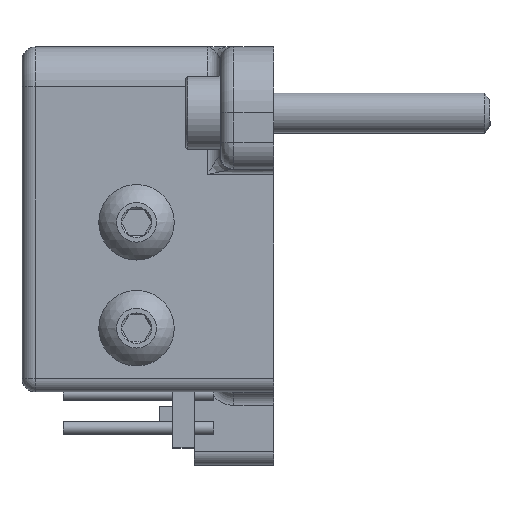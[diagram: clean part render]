
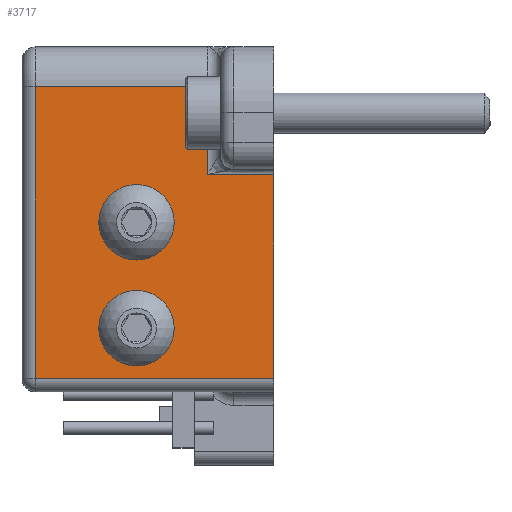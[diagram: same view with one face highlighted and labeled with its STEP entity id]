
A CAD part, top view. The second image highlights one B-rep face of the part: STEP entity #3717.
In plain terms, the highlighted planar face has unit normal (0, 0, 1).
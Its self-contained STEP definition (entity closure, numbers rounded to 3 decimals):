
#166=FACE_BOUND('',#1390,.T.);
#167=FACE_BOUND('',#1391,.T.);
#464=LINE('',#6293,#745);
#502=LINE('',#6618,#783);
#504=LINE('',#6624,#785);
#505=LINE('',#6634,#786);
#509=LINE('',#6651,#790);
#510=LINE('',#6654,#791);
#745=VECTOR('',#5106,10.);
#783=VECTOR('',#5312,10.);
#785=VECTOR('',#5318,10.);
#786=VECTOR('',#5331,10.);
#790=VECTOR('',#5357,10.);
#791=VECTOR('',#5362,10.);
#1100=FACE_OUTER_BOUND('',#1389,.T.);
#1389=EDGE_LOOP('',(#3315,#3316,#3317,#3318,#3319,#3320));
#1390=EDGE_LOOP('',(#3321));
#1391=EDGE_LOOP('',(#3322));
#1519=CIRCLE('',#4131,2.125);
#1521=CIRCLE('',#4134,2.125);
#1808=VERTEX_POINT('',#6290);
#1809=VERTEX_POINT('',#6292);
#1816=VERTEX_POINT('',#6316);
#1818=VERTEX_POINT('',#6322);
#1851=VERTEX_POINT('',#6503);
#1863=VERTEX_POINT('',#6622);
#1865=VERTEX_POINT('',#6631);
#1866=VERTEX_POINT('',#6633);
#2245=EDGE_CURVE('',#1808,#1809,#464,.T.);
#2258=EDGE_CURVE('',#1816,#1816,#1519,.T.);
#2261=EDGE_CURVE('',#1818,#1818,#1521,.T.);
#2336=EDGE_CURVE('',#1851,#1808,#502,.T.);
#2339=EDGE_CURVE('',#1863,#1851,#504,.T.);
#2343=EDGE_CURVE('',#1865,#1866,#505,.T.);
#2353=EDGE_CURVE('',#1809,#1865,#509,.T.);
#2354=EDGE_CURVE('',#1866,#1863,#510,.T.);
#3315=ORIENTED_EDGE('',*,*,#2339,.F.);
#3316=ORIENTED_EDGE('',*,*,#2354,.F.);
#3317=ORIENTED_EDGE('',*,*,#2343,.F.);
#3318=ORIENTED_EDGE('',*,*,#2353,.F.);
#3319=ORIENTED_EDGE('',*,*,#2245,.F.);
#3320=ORIENTED_EDGE('',*,*,#2336,.F.);
#3321=ORIENTED_EDGE('',*,*,#2258,.T.);
#3322=ORIENTED_EDGE('',*,*,#2261,.T.);
#3473=PLANE('',#4225);
#3717=ADVANCED_FACE('',(#1100,#166,#167),#3473,.T.);
#4131=AXIS2_PLACEMENT_3D('',#6318,#5135,#5136);
#4134=AXIS2_PLACEMENT_3D('',#6324,#5142,#5143);
#4225=AXIS2_PLACEMENT_3D('',#6655,#5363,#5364);
#5106=DIRECTION('',(0.,-1.,0.));
#5135=DIRECTION('center_axis',(0.,0.,
-1.));
#5136=DIRECTION('ref_axis',(1.,0.,0.));
#5142=DIRECTION('center_axis',(0.,0.,
-1.));
#5143=DIRECTION('ref_axis',(1.,0.,0.));
#5312=DIRECTION('',(1.,0.,0.));
#5318=DIRECTION('',(0.,-1.,0.));
#5331=DIRECTION('',(0.,1.,0.));
#5357=DIRECTION('',(-1.,0.,0.));
#5362=DIRECTION('',(1.,0.,0.));
#5363=DIRECTION('center_axis',(0.,0.,
1.));
#5364=DIRECTION('ref_axis',(0.,-1.,0.));
#6290=CARTESIAN_POINT('',(-72.729,139.39,67.362));
#6292=CARTESIAN_POINT('',(-72.729,123.99,67.362));
#6293=CARTESIAN_POINT('',(-72.729,134.728,67.362));
#6316=CARTESIAN_POINT('',(-85.154,135.79,67.362));
#6318=CARTESIAN_POINT('Origin',(-83.029,135.79,67.362));
#6322=CARTESIAN_POINT('',(-85.154,127.79,67.362));
#6324=CARTESIAN_POINT('Origin',(-83.029,127.79,67.362));
#6503=CARTESIAN_POINT('',(-77.729,139.39,67.362));
#6618=CARTESIAN_POINT('',(-91.729,139.39,67.362));
#6622=CARTESIAN_POINT('',(-77.729,146.042,67.362));
#6624=CARTESIAN_POINT('',(-77.729,137.993,67.362));
#6631=CARTESIAN_POINT('',(-90.729,123.99,67.362));
#6633=CARTESIAN_POINT('',(-90.729,146.042,67.362));
#6634=CARTESIAN_POINT('',(-90.729,134.728,67.362));
#6651=CARTESIAN_POINT('',(-91.729,123.99,67.362));
#6654=CARTESIAN_POINT('',(-91.729,146.042,67.362));
#6655=CARTESIAN_POINT('Origin',(-91.729,139.79,67.362));
